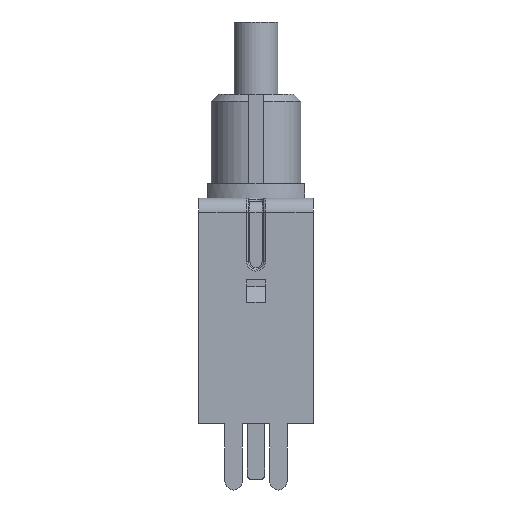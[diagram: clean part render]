
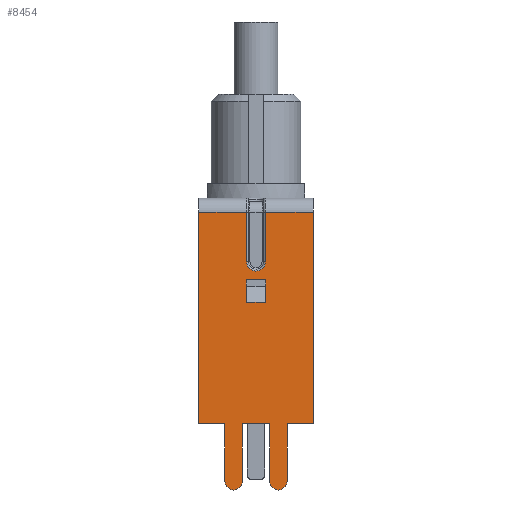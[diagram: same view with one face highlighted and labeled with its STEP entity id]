
A CAD part, left-side view. The second image highlights one B-rep face of the part: STEP entity #8454.
In plain terms, the highlighted planar face has unit normal (-1, 0, 0).
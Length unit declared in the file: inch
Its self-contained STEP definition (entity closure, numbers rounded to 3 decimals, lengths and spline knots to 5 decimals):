
#96=FACE_BOUND('',#1466,.T.);
#357=CIRCLE('',#9087,0.02402);
#359=CIRCLE('',#9092,0.02402);
#391=CIRCLE('',#9153,0.02638);
#974=FACE_OUTER_BOUND('',#1465,.T.);
#1465=EDGE_LOOP('',(#7533,#7534,#7535,#7536,#7537,#7538,#7539,#7540,#7541,
#7542,#7543,#7544,#7545,#7546,#7547,#7548));
#1466=EDGE_LOOP('',(#7549,#7550,#7551,#7552,#7553,#7554));
#2113=LINE('',#14080,#2939);
#2118=LINE('',#14098,#2944);
#2227=LINE('',#14429,#3053);
#2236=LINE('',#14447,#3062);
#2237=LINE('',#14450,#3063);
#2241=LINE('',#14458,#3067);
#2244=LINE('',#14464,#3070);
#2247=LINE('',#14468,#3073);
#2255=LINE('',#14503,#3081);
#2257=LINE('',#14508,#3083);
#2263=LINE('',#14524,#3089);
#2265=LINE('',#14529,#3091);
#2268=LINE('',#14533,#3094);
#2270=LINE('',#14536,#3096);
#2271=LINE('',#14538,#3097);
#2276=LINE('',#14565,#3102);
#2294=LINE('',#14639,#3120);
#2295=LINE('',#14642,#3121);
#2297=LINE('',#14652,#3123);
#2939=VECTOR('',#10654,0.3937);
#2944=VECTOR('',#10671,0.3937);
#3053=VECTOR('',#11030,0.3937);
#3062=VECTOR('',#11047,0.3937);
#3063=VECTOR('',#11050,0.3937);
#3067=VECTOR('',#11056,0.3937);
#3070=VECTOR('',#11061,0.3937);
#3073=VECTOR('',#11066,0.3937);
#3081=VECTOR('',#11104,0.3937);
#3083=VECTOR('',#11108,0.3937);
#3089=VECTOR('',#11122,0.3937);
#3091=VECTOR('',#11126,0.3937);
#3094=VECTOR('',#11131,0.3937);
#3096=VECTOR('',#11135,0.3937);
#3097=VECTOR('',#11138,0.3937);
#3102=VECTOR('',#11171,0.3937);
#3120=VECTOR('',#11261,0.3937);
#3121=VECTOR('',#11264,0.3937);
#3123=VECTOR('',#11278,0.3937);
#3851=VERTEX_POINT('',#14077);
#3852=VERTEX_POINT('',#14079);
#3858=VERTEX_POINT('',#14095);
#3859=VERTEX_POINT('',#14097);
#3952=VERTEX_POINT('',#14417);
#3955=VERTEX_POINT('',#14425);
#3961=VERTEX_POINT('',#14445);
#3962=VERTEX_POINT('',#14449);
#3965=VERTEX_POINT('',#14457);
#3967=VERTEX_POINT('',#14463);
#3976=VERTEX_POINT('',#14493);
#3977=VERTEX_POINT('',#14495);
#3979=VERTEX_POINT('',#14501);
#3981=VERTEX_POINT('',#14507);
#3984=VERTEX_POINT('',#14514);
#3985=VERTEX_POINT('',#14516);
#3987=VERTEX_POINT('',#14522);
#3989=VERTEX_POINT('',#14528);
#3995=VERTEX_POINT('',#14555);
#3996=VERTEX_POINT('',#14559);
#4018=VERTEX_POINT('',#14641);
#4020=VERTEX_POINT('',#14647);
#4928=EDGE_CURVE('',#3851,#3852,#2113,.T.);
#4937=EDGE_CURVE('',#3858,#3859,#2118,.T.);
#5104=EDGE_CURVE('',#3955,#3952,#2227,.T.);
#5113=EDGE_CURVE('',#3952,#3961,#2236,.T.);
#5114=EDGE_CURVE('',#3962,#3955,#2237,.T.);
#5118=EDGE_CURVE('',#3965,#3962,#2241,.T.);
#5121=EDGE_CURVE('',#3967,#3965,#2244,.T.);
#5124=EDGE_CURVE('',#3961,#3967,#2247,.T.);
#5137=EDGE_CURVE('',#3977,#3976,#357,.T.);
#5141=EDGE_CURVE('',#3976,#3979,#2255,.T.);
#5143=EDGE_CURVE('',#3981,#3977,#2257,.T.);
#5147=EDGE_CURVE('',#3985,#3984,#359,.T.);
#5151=EDGE_CURVE('',#3984,#3987,#2263,.T.);
#5153=EDGE_CURVE('',#3989,#3985,#2265,.T.);
#5156=EDGE_CURVE('',#3859,#3987,#2268,.T.);
#5158=EDGE_CURVE('',#3989,#3979,#2270,.T.);
#5159=EDGE_CURVE('',#3981,#3851,#2271,.T.);
#5173=EDGE_CURVE('',#3996,#3852,#2276,.T.);
#5210=EDGE_CURVE('',#3858,#3995,#2294,.T.);
#5211=EDGE_CURVE('',#3996,#4018,#2295,.T.);
#5216=EDGE_CURVE('',#4018,#4020,#391,.T.);
#5217=EDGE_CURVE('',#4020,#3995,#2297,.T.);
#7533=ORIENTED_EDGE('',*,*,#5217,.F.);
#7534=ORIENTED_EDGE('',*,*,#5216,.F.);
#7535=ORIENTED_EDGE('',*,*,#5211,.F.);
#7536=ORIENTED_EDGE('',*,*,#5173,.T.);
#7537=ORIENTED_EDGE('',*,*,#4928,.F.);
#7538=ORIENTED_EDGE('',*,*,#5159,.F.);
#7539=ORIENTED_EDGE('',*,*,#5143,.T.);
#7540=ORIENTED_EDGE('',*,*,#5137,.T.);
#7541=ORIENTED_EDGE('',*,*,#5141,.T.);
#7542=ORIENTED_EDGE('',*,*,#5158,.F.);
#7543=ORIENTED_EDGE('',*,*,#5153,.T.);
#7544=ORIENTED_EDGE('',*,*,#5147,.T.);
#7545=ORIENTED_EDGE('',*,*,#5151,.T.);
#7546=ORIENTED_EDGE('',*,*,#5156,.F.);
#7547=ORIENTED_EDGE('',*,*,#4937,.F.);
#7548=ORIENTED_EDGE('',*,*,#5210,.T.);
#7549=ORIENTED_EDGE('',*,*,#5114,.T.);
#7550=ORIENTED_EDGE('',*,*,#5104,.T.);
#7551=ORIENTED_EDGE('',*,*,#5113,.T.);
#7552=ORIENTED_EDGE('',*,*,#5124,.T.);
#7553=ORIENTED_EDGE('',*,*,#5121,.T.);
#7554=ORIENTED_EDGE('',*,*,#5118,.T.);
#7998=PLANE('',#9155);
#8454=ADVANCED_FACE('',(#974,#96),#7998,.T.);
#9087=AXIS2_PLACEMENT_3D('',#14496,#11097,#11098);
#9092=AXIS2_PLACEMENT_3D('',#14517,#11115,#11116);
#9153=AXIS2_PLACEMENT_3D('',#14650,#11274,#11275);
#9155=AXIS2_PLACEMENT_3D('',#14653,#11279,#11280);
#10654=DIRECTION('',(0.,0.,1.));
#10671=DIRECTION('',(0.,0.,-1.));
#11030=DIRECTION('',(0.,1.,0.));
#11047=DIRECTION('',(0.,1.,0.));
#11050=DIRECTION('',(0.,1.,0.));
#11056=DIRECTION('',(0.,0.,-1.));
#11061=DIRECTION('',(0.,-1.,0.));
#11066=DIRECTION('',(0.,0.,1.));
#11097=DIRECTION('center_axis',(-1.,0.,0.));
#11098=DIRECTION('ref_axis',(0.,1.,0.));
#11104=DIRECTION('',(0.,0.,1.));
#11108=DIRECTION('',(0.,0.,-1.));
#11115=DIRECTION('center_axis',(-1.,0.,0.));
#11116=DIRECTION('ref_axis',(0.,1.,0.));
#11122=DIRECTION('',(0.,0.,1.));
#11126=DIRECTION('',(0.,0.,-1.));
#11131=DIRECTION('',(0.,1.,0.));
#11135=DIRECTION('',(0.,1.,0.));
#11138=DIRECTION('',(0.,1.,0.));
#11171=DIRECTION('',(0.,1.,0.));
#11261=DIRECTION('',(0.,1.,0.));
#11264=DIRECTION('',(0.,0.,-1.));
#11274=DIRECTION('center_axis',(-1.,0.,0.));
#11275=DIRECTION('ref_axis',(0.,0.,
-1.));
#11278=DIRECTION('',(0.,0.,1.));
#11279=DIRECTION('center_axis',(-1.,0.,0.));
#11280=DIRECTION('ref_axis',(0.,0.,-1.));
#14077=CARTESIAN_POINT('',(-0.32008,0.16004,-0.19921));
#14079=CARTESIAN_POINT('',(-0.32008,0.16004,0.39055));
#14080=CARTESIAN_POINT('',(-0.32008,0.16004,-0.19921));
#14095=CARTESIAN_POINT('',(-0.32008,-0.16004,0.39055));
#14097=CARTESIAN_POINT('',(-0.32008,-0.16004,-0.19921));
#14098=CARTESIAN_POINT('',(-0.32008,-0.16004,0.41063));
#14417=CARTESIAN_POINT('',(-0.32008,0.02559,0.13937));
#14425=CARTESIAN_POINT('',(-0.32008,-0.02559,0.13937));
#14429=CARTESIAN_POINT('',(-0.32008,0.01329,0.13937));
#14445=CARTESIAN_POINT('',(-0.32008,0.02657,0.13937));
#14447=CARTESIAN_POINT('',(-0.32008,0.01329,0.13937));
#14449=CARTESIAN_POINT('',(-0.32008,-0.02657,0.13937));
#14450=CARTESIAN_POINT('',(-0.32008,0.01329,0.13937));
#14457=CARTESIAN_POINT('',(-0.32008,-0.02657,0.20236));
#14458=CARTESIAN_POINT('',(-0.32008,-0.02657,0.12254));
#14463=CARTESIAN_POINT('',(-0.32008,0.02657,0.20236));
#14464=CARTESIAN_POINT('',(-0.32008,-0.01329,0.20236));
#14468=CARTESIAN_POINT('',(-0.32008,0.02657,0.15404));
#14493=CARTESIAN_POINT('',(-0.32008,0.03858,-0.36024));
#14495=CARTESIAN_POINT('',(-0.32008,0.08661,-0.36024));
#14496=CARTESIAN_POINT('Origin',(-0.32008,0.0626,
-0.36024));
#14501=CARTESIAN_POINT('',(-0.32008,0.03858,-0.19921));
#14503=CARTESIAN_POINT('',(-0.32008,0.03858,-0.36024));
#14507=CARTESIAN_POINT('',(-0.32008,0.08661,-0.19921));
#14508=CARTESIAN_POINT('',(-0.32008,0.08661,-0.19921));
#14514=CARTESIAN_POINT('',(-0.32008,-0.08661,-0.36024));
#14516=CARTESIAN_POINT('',(-0.32008,-0.03858,-0.36024));
#14517=CARTESIAN_POINT('Origin',(-0.32008,-0.0626,
-0.36024));
#14522=CARTESIAN_POINT('',(-0.32008,-0.08661,-0.19921));
#14524=CARTESIAN_POINT('',(-0.32008,-0.08661,-0.36024));
#14528=CARTESIAN_POINT('',(-0.32008,-0.03858,-0.19921));
#14529=CARTESIAN_POINT('',(-0.32008,-0.03858,-0.19921));
#14533=CARTESIAN_POINT('',(-0.32008,-0.16004,-0.19921));
#14536=CARTESIAN_POINT('',(-0.32008,-0.16004,-0.19921));
#14538=CARTESIAN_POINT('',(-0.32008,-0.16004,-0.19921));
#14555=CARTESIAN_POINT('',(-0.32008,-0.02638,0.39055));
#14559=CARTESIAN_POINT('',(-0.32008,0.02638,0.39055));
#14565=CARTESIAN_POINT('',(-0.32008,0.08002,0.39055));
#14639=CARTESIAN_POINT('',(-0.32008,0.08002,0.39055));
#14641=CARTESIAN_POINT('',(-0.32008,0.02638,0.25354));
#14642=CARTESIAN_POINT('',(-0.32008,0.02638,0.24813));
#14647=CARTESIAN_POINT('',(-0.32008,-0.02638,0.25354));
#14650=CARTESIAN_POINT('Origin',(-0.32008,0.,
0.25354));
#14652=CARTESIAN_POINT('',(-0.32008,-0.02638,0.17963));
#14653=CARTESIAN_POINT('Origin',(-0.32008,0.,0.10571));
